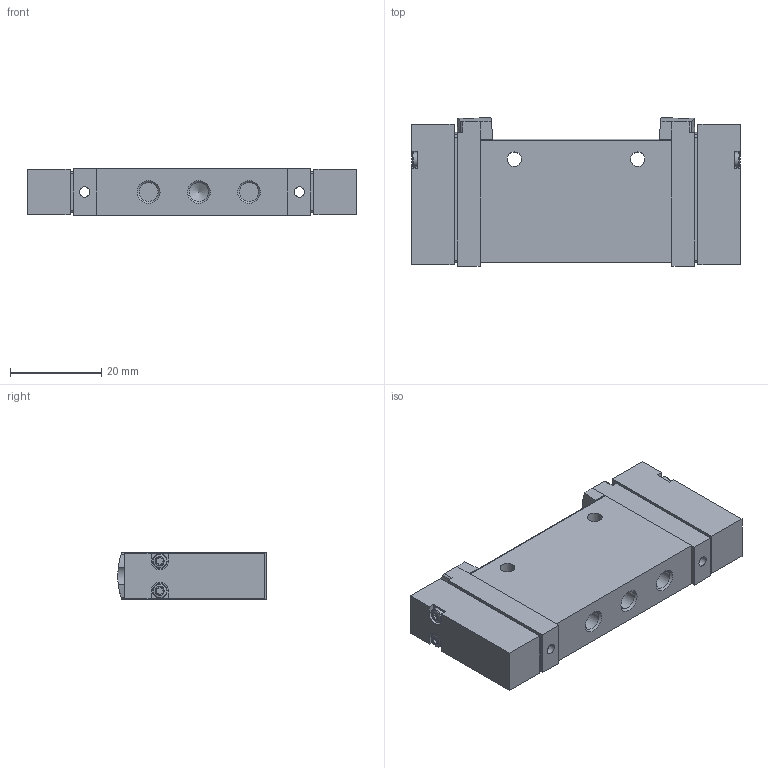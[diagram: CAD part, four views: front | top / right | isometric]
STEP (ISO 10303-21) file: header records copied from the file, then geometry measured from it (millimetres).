
FILE_DESCRIPTION(/* description */ ('STEP AP214'),/* implementation_level */ '2;1');
FILE_NAME(/* name */ '573807_VUWG-L10-T32H-A-M5',/* time_stamp */ '2024-09-17T21:35:36+02:00',/* author */ ('License CC BY-ND 4.0'),/* organization */ ('CADENAS'),/* preprocessor_version */ 'ST-DEVELOPER v19.3',/* originating_system */ 'PARTsolutions',/* authorisation */ ' ');
FILE_SCHEMA (('TECHNICAL_DATA_PACKAGING','AP242_MANAGED_MODEL_BASED_3D_ENGINEERING_MIM_LF { 1 0 10303 442 3 1 4 }','AUTOMOTIVE_DESIGN {1 0 10303 214 3 1 1}'));
Length unit declared in the file: millimetre
Products named in the file (2): 573807 VUWG-L10-T32H-A-M5; 571755 VUWG-L10-T32H-A-M5---(G)
Assembly tree (1 placements, depth 2):
  573807 VUWG-L10-T32H-A-M5
    571755 VUWG-L10-T32H-A-M5---(G)
Bounding box: 72 x 32.5 x 10.25 mm (x, y, z)
Volume: 19548.5 mm3; surface area: 8395.8 mm2
Topology: 1 solids, 1 shells, 367 faces, 990 edges, 647 vertices
Faces by surface type: cylinder 189, plane 154, cone 12, torus 8, sphere 4
Full cylindrical faces by diameter (mm): 3 x2, 3.2 x6, 4.134 x7
Entity records: 11505 total; most frequent: DIRECTION 2118, CARTESIAN_POINT 2010, ORIENTED_EDGE 1886, EDGE_CURVE 943, AXIS2_PLACEMENT_3D 816, VERTEX_POINT 642, LINE 486, VECTOR 486
